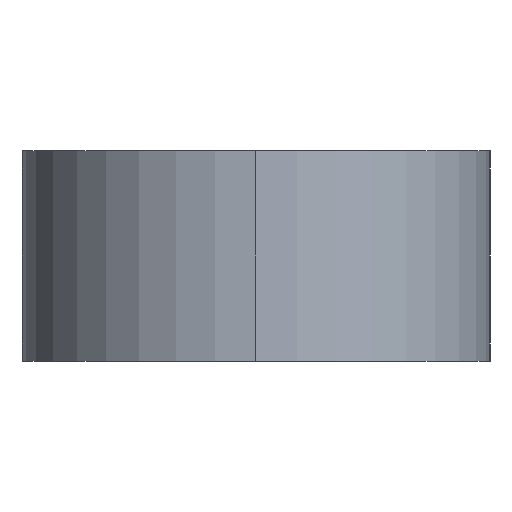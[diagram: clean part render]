
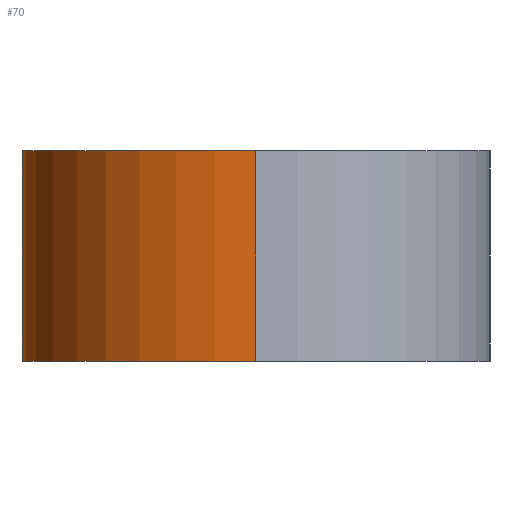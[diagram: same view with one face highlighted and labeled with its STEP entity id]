
A CAD part, left-side view. The second image highlights one B-rep face of the part: STEP entity #70.
In plain terms, the highlighted cylindrical face has radius 10 mm (diameter 20 mm), a partial arc.
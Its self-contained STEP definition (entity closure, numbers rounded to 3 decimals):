
#1 = DIRECTION ( 'NONE',  ( 0., 0., 1. ) ) ;
#6 = DIRECTION ( 'NONE',  ( -1., 0., 0. ) ) ;
#11 = AXIS2_PLACEMENT_3D ( 'NONE', #253, #298, #121 ) ;
#17 = ORIENTED_EDGE ( 'NONE', *, *, #401, .T. ) ;
#25 = LINE ( 'NONE', #323, #344 ) ;
#43 = LINE ( 'NONE', #302, #345 ) ;
#56 = CARTESIAN_POINT ( 'NONE',  ( -31.4, 0., -2.5 ) ) ;
#58 = CIRCLE ( 'NONE', #69, 10. ) ;
#69 = AXIS2_PLACEMENT_3D ( 'NONE', #319, #316, #321 ) ;
#70 = ADVANCED_FACE ( 'NONE', ( #197 ), #532, .T. ) ;
#83 = DIRECTION ( 'NONE',  ( 1., 0., 0. ) ) ;
#89 = ORIENTED_EDGE ( 'NONE', *, *, #332, .T. ) ;
#98 = EDGE_CURVE ( 'NONE', #160, #435, #234, .T. ) ;
#107 = AXIS2_PLACEMENT_3D ( 'NONE', #347, #252, #83 ) ;
#108 = CARTESIAN_POINT ( 'NONE',  ( -51.4, 0., -4.5 ) ) ;
#109 = ORIENTED_EDGE ( 'NONE', *, *, #545, .F. ) ;
#121 = DIRECTION ( 'NONE',  ( -1., 0., 0. ) ) ;
#125 = AXIS2_PLACEMENT_3D ( 'NONE', #267, #1, #144 ) ;
#142 = CARTESIAN_POINT ( 'NONE',  ( -31.4, 0., 2.5 ) ) ;
#144 = DIRECTION ( 'NONE',  ( -1., 0., 0. ) ) ;
#148 = CARTESIAN_POINT ( 'NONE',  ( -41.4, 0., -2.5 ) ) ;
#160 = VERTEX_POINT ( 'NONE', #340 ) ;
#197 = FACE_OUTER_BOUND ( 'NONE', #260, .T. ) ;
#201 = DIRECTION ( 'NONE',  ( 0., 0., 1. ) ) ;
#212 = CARTESIAN_POINT ( 'NONE',  ( -41.4, 10., -2.5 ) ) ;
#222 = CARTESIAN_POINT ( 'NONE',  ( -51.4, 0., 4.5 ) ) ;
#230 = DIRECTION ( 'NONE',  ( 0., 0., -1. ) ) ;
#234 = CIRCLE ( 'NONE', #107, 10. ) ;
#238 = ORIENTED_EDGE ( 'NONE', *, *, #395, .T. ) ;
#246 = LINE ( 'NONE', #248, #594 ) ;
#248 = CARTESIAN_POINT ( 'NONE',  ( -51.4, 0., 4.5 ) ) ;
#252 = DIRECTION ( 'NONE',  ( 0., 0., 1. ) ) ;
#253 = CARTESIAN_POINT ( 'NONE',  ( -41.4, 0., 4.5 ) ) ;
#255 = VERTEX_POINT ( 'NONE', #357 ) ;
#260 = EDGE_LOOP ( 'NONE', ( #385, #322, #238, #17, #557, #89, #547, #109 ) ) ;
#267 = CARTESIAN_POINT ( 'NONE',  ( -41.4, 0., 2.5 ) ) ;
#290 = VERTEX_POINT ( 'NONE', #222 ) ;
#293 = EDGE_CURVE ( 'NONE', #255, #430, #43, .T. ) ;
#298 = DIRECTION ( 'NONE',  ( 0., 0., -1. ) ) ;
#302 = CARTESIAN_POINT ( 'NONE',  ( -31.4, 0., 4.5 ) ) ;
#305 = CIRCLE ( 'NONE', #595, 10. ) ;
#316 = DIRECTION ( 'NONE',  ( 0., 0., 1. ) ) ;
#319 = CARTESIAN_POINT ( 'NONE',  ( -41.4, 0., 4.5 ) ) ;
#321 = DIRECTION ( 'NONE',  ( 1., 0., 0. ) ) ;
#322 = ORIENTED_EDGE ( 'NONE', *, *, #293, .T. ) ;
#323 = CARTESIAN_POINT ( 'NONE',  ( -41.4, 10., 2.5 ) ) ;
#332 = EDGE_CURVE ( 'NONE', #371, #160, #436, .T. ) ;
#340 = CARTESIAN_POINT ( 'NONE',  ( -31.4, 0., -4.5 ) ) ;
#344 = VECTOR ( 'NONE', #590, 1000. ) ;
#345 = VECTOR ( 'NONE', #459, 1000. ) ;
#347 = CARTESIAN_POINT ( 'NONE',  ( -41.4, 0., -4.5 ) ) ;
#357 = CARTESIAN_POINT ( 'NONE',  ( -31.4, 0., 4.5 ) ) ;
#359 = EDGE_CURVE ( 'NONE', #255, #290, #58, .T. ) ;
#364 = VERTEX_POINT ( 'NONE', #452 ) ;
#371 = VERTEX_POINT ( 'NONE', #56 ) ;
#372 = VECTOR ( 'NONE', #230, 1000. ) ;
#385 = ORIENTED_EDGE ( 'NONE', *, *, #359, .F. ) ;
#389 = DIRECTION ( 'NONE',  ( 0., 0., -1. ) ) ;
#395 = EDGE_CURVE ( 'NONE', #430, #364, #450, .T. ) ;
#401 = EDGE_CURVE ( 'NONE', #364, #553, #25, .T. ) ;
#430 = VERTEX_POINT ( 'NONE', #142 ) ;
#435 = VERTEX_POINT ( 'NONE', #108 ) ;
#436 = LINE ( 'NONE', #456, #372 ) ;
#446 = EDGE_CURVE ( 'NONE', #371, #553, #305, .T. ) ;
#450 = CIRCLE ( 'NONE', #125, 10. ) ;
#452 = CARTESIAN_POINT ( 'NONE',  ( -41.4, 10., 2.5 ) ) ;
#456 = CARTESIAN_POINT ( 'NONE',  ( -31.4, 0., 4.5 ) ) ;
#459 = DIRECTION ( 'NONE',  ( 0., 0., -1. ) ) ;
#532 = CYLINDRICAL_SURFACE ( 'NONE', #11, 10. ) ;
#545 = EDGE_CURVE ( 'NONE', #290, #435, #246, .T. ) ;
#547 = ORIENTED_EDGE ( 'NONE', *, *, #98, .T. ) ;
#553 = VERTEX_POINT ( 'NONE', #212 ) ;
#557 = ORIENTED_EDGE ( 'NONE', *, *, #446, .F. ) ;
#590 = DIRECTION ( 'NONE',  ( 0., 0., -1. ) ) ;
#594 = VECTOR ( 'NONE', #389, 1000. ) ;
#595 = AXIS2_PLACEMENT_3D ( 'NONE', #148, #201, #6 ) ;
